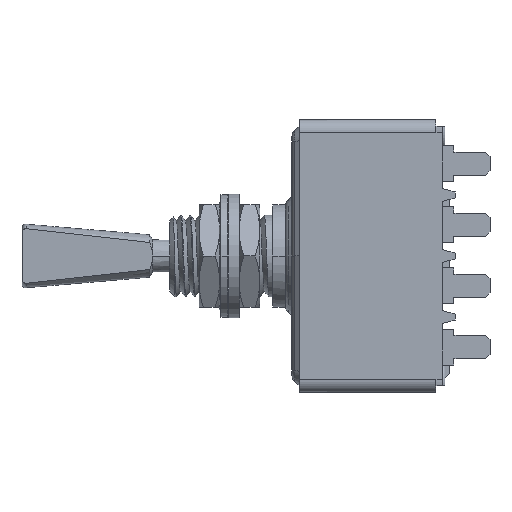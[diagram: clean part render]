
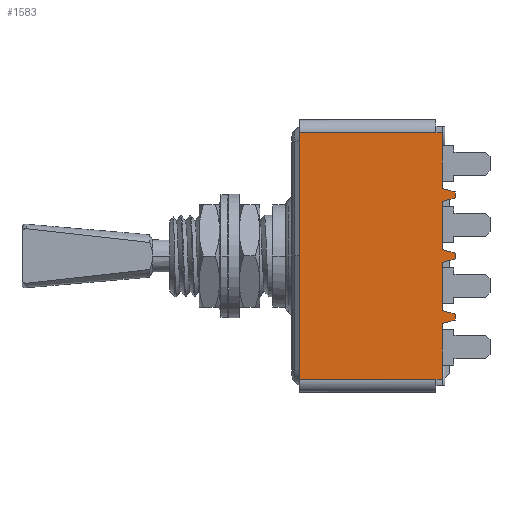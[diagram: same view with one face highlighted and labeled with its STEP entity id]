
A CAD part, left-side view. The second image highlights one B-rep face of the part: STEP entity #1583.
In plain terms, the highlighted planar face has unit normal (-1, 0, 0).
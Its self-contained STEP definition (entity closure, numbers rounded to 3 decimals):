
#159=DIRECTION('',(0.,-1.,0.));
#160=VECTOR('',#159,0.5);
#161=CARTESIAN_POINT('',(-6.6,0.7,-9.6));
#162=LINE('',#161,#160);
#163=DIRECTION('',(0.,-1.,0.));
#164=VECTOR('',#163,0.5);
#165=CARTESIAN_POINT('',(-6.6,0.7,9.6));
#166=LINE('',#165,#164);
#167=DIRECTION('',(0.,0.,-1.));
#168=VECTOR('',#167,4.35);
#169=CARTESIAN_POINT('',(-6.6,0.2,9.6));
#170=LINE('',#169,#168);
#171=DIRECTION('',(0.,-0.966,-0.259));
#172=VECTOR('',#171,1.035);
#173=CARTESIAN_POINT('',(-6.6,0.2,5.25));
#174=LINE('',#173,#172);
#175=DIRECTION('',(0.,0.966,-0.259));
#176=VECTOR('',#175,1.035);
#177=CARTESIAN_POINT('',(-6.6,-0.8,4.518));
#178=LINE('',#177,#176);
#179=DIRECTION('',(0.,0.,-1.));
#180=VECTOR('',#179,3.75);
#181=CARTESIAN_POINT('',(-6.6,0.2,4.25));
#182=LINE('',#181,#180);
#183=DIRECTION('',(0.,-0.966,-0.259));
#184=VECTOR('',#183,1.035);
#185=CARTESIAN_POINT('',(-6.6,0.2,0.5));
#186=LINE('',#185,#184);
#187=DIRECTION('',(0.,0.966,-0.259));
#188=VECTOR('',#187,1.035);
#189=CARTESIAN_POINT('',(-6.6,-0.8,-0.232));
#190=LINE('',#189,#188);
#191=DIRECTION('',(0.,0.,-1.));
#192=VECTOR('',#191,3.75);
#193=CARTESIAN_POINT('',(-6.6,0.2,-0.5));
#194=LINE('',#193,#192);
#195=DIRECTION('',(0.,-0.966,-0.259));
#196=VECTOR('',#195,1.035);
#197=CARTESIAN_POINT('',(-6.6,0.2,-4.25));
#198=LINE('',#197,#196);
#199=DIRECTION('',(0.,0.966,-0.259));
#200=VECTOR('',#199,1.035);
#201=CARTESIAN_POINT('',(-6.6,-0.8,-4.982));
#202=LINE('',#201,#200);
#203=DIRECTION('',(0.,0.,-1.));
#204=VECTOR('',#203,4.35);
#205=CARTESIAN_POINT('',(-6.6,0.2,-5.25));
#206=LINE('',#205,#204);
#214=DIRECTION('',(0.,-1.,0.));
#215=VECTOR('',#214,10.6);
#216=CARTESIAN_POINT('',(-6.6,11.3,-9.6));
#217=LINE('',#216,#215);
#612=DIRECTION('',(0.,0.,1.));
#613=VECTOR('',#612,0.464);
#614=CARTESIAN_POINT('',(-6.6,-0.8,-4.982));
#615=LINE('',#614,#613);
#632=DIRECTION('',(0.,0.,1.));
#633=VECTOR('',#632,0.464);
#634=CARTESIAN_POINT('',(-6.6,-0.8,-0.232));
#635=LINE('',#634,#633);
#652=DIRECTION('',(0.,0.,1.));
#653=VECTOR('',#652,0.464);
#654=CARTESIAN_POINT('',(-6.6,-0.8,4.518));
#655=LINE('',#654,#653);
#935=DIRECTION('',(0.,1.,0.));
#936=VECTOR('',#935,10.6);
#937=CARTESIAN_POINT('',(-6.6,0.7,9.6));
#938=LINE('',#937,#936);
#961=DIRECTION('',(0.,0.,-1.));
#962=VECTOR('',#961,19.2);
#963=CARTESIAN_POINT('',(-6.6,11.3,9.6));
#964=LINE('',#963,#962);
#1170=CARTESIAN_POINT('',(-6.6,0.7,-9.6));
#1172=VERTEX_POINT('',#1170);
#1175=CARTESIAN_POINT('',(-6.6,0.7,9.6));
#1177=VERTEX_POINT('',#1175);
#1296=CARTESIAN_POINT('',(-6.6,0.2,0.5));
#1297=VERTEX_POINT('',#1296);
#1298=CARTESIAN_POINT('',(-6.6,0.2,4.25));
#1299=VERTEX_POINT('',#1298);
#1300=CARTESIAN_POINT('',(-6.6,0.2,-0.5));
#1301=VERTEX_POINT('',#1300);
#1302=CARTESIAN_POINT('',(-6.6,0.2,-4.25));
#1303=VERTEX_POINT('',#1302);
#1304=CARTESIAN_POINT('',(-6.6,0.2,-9.6));
#1305=VERTEX_POINT('',#1304);
#1306=CARTESIAN_POINT('',(-6.6,0.2,-5.25));
#1307=VERTEX_POINT('',#1306);
#1312=CARTESIAN_POINT('',(-6.6,0.2,5.25));
#1313=VERTEX_POINT('',#1312);
#1314=CARTESIAN_POINT('',(-6.6,0.2,9.6));
#1315=VERTEX_POINT('',#1314);
#1320=CARTESIAN_POINT('',(-6.6,-0.8,0.232));
#1321=VERTEX_POINT('',#1320);
#1322=CARTESIAN_POINT('',(-6.6,-0.8,-0.232));
#1323=VERTEX_POINT('',#1322);
#1324=CARTESIAN_POINT('',(-6.6,11.3,-9.6));
#1325=VERTEX_POINT('',#1324);
#1326=CARTESIAN_POINT('',(-6.6,11.3,9.6));
#1327=VERTEX_POINT('',#1326);
#1328=CARTESIAN_POINT('',(-6.6,-0.8,4.982));
#1329=VERTEX_POINT('',#1328);
#1330=CARTESIAN_POINT('',(-6.6,-0.8,4.518));
#1331=VERTEX_POINT('',#1330);
#1332=CARTESIAN_POINT('',(-6.6,-0.8,-4.518));
#1333=VERTEX_POINT('',#1332);
#1334=CARTESIAN_POINT('',(-6.6,-0.8,-4.982));
#1335=VERTEX_POINT('',#1334);
#1542=CARTESIAN_POINT('',(-6.6,0.,-10.6));
#1543=DIRECTION('',(-1.,0.,0.));
#1544=DIRECTION('',(0.,0.,1.));
#1545=AXIS2_PLACEMENT_3D('',#1542,#1543,#1544);
#1546=PLANE('',#1545);
#1548=ORIENTED_EDGE('',*,*,#1547,.F.);
#1550=ORIENTED_EDGE('',*,*,#1549,.F.);
#1552=ORIENTED_EDGE('',*,*,#1551,.F.);
#1554=ORIENTED_EDGE('',*,*,#1553,.T.);
#1556=ORIENTED_EDGE('',*,*,#1555,.T.);
#1558=ORIENTED_EDGE('',*,*,#1557,.T.);
#1560=ORIENTED_EDGE('',*,*,#1559,.F.);
#1562=ORIENTED_EDGE('',*,*,#1561,.T.);
#1564=ORIENTED_EDGE('',*,*,#1563,.T.);
#1566=ORIENTED_EDGE('',*,*,#1565,.T.);
#1568=ORIENTED_EDGE('',*,*,#1567,.F.);
#1570=ORIENTED_EDGE('',*,*,#1569,.T.);
#1572=ORIENTED_EDGE('',*,*,#1571,.T.);
#1574=ORIENTED_EDGE('',*,*,#1573,.T.);
#1576=ORIENTED_EDGE('',*,*,#1575,.F.);
#1578=ORIENTED_EDGE('',*,*,#1577,.T.);
#1579=ORIENTED_EDGE('',*,*,#1513,.T.);
#1580=ORIENTED_EDGE('',*,*,#1532,.F.);
#1581=EDGE_LOOP('',(#1548,#1550,#1552,#1554,#1556,#1558,#1560,#1562,#1564,#1566,
#1568,#1570,#1572,#1574,#1576,#1578,#1579,#1580));
#1582=FACE_OUTER_BOUND('',#1581,.F.);
#1583=ADVANCED_FACE('',(#1582),#1546,.T.);
#1513=EDGE_CURVE('',#1307,#1305,#206,.T.);
#1532=EDGE_CURVE('',#1172,#1305,#162,.T.);
#1547=EDGE_CURVE('',#1325,#1172,#217,.T.);
#1549=EDGE_CURVE('',#1327,#1325,#964,.T.);
#1551=EDGE_CURVE('',#1177,#1327,#938,.T.);
#1553=EDGE_CURVE('',#1177,#1315,#166,.T.);
#1555=EDGE_CURVE('',#1315,#1313,#170,.T.);
#1557=EDGE_CURVE('',#1313,#1329,#174,.T.);
#1559=EDGE_CURVE('',#1331,#1329,#655,.T.);
#1561=EDGE_CURVE('',#1331,#1299,#178,.T.);
#1563=EDGE_CURVE('',#1299,#1297,#182,.T.);
#1565=EDGE_CURVE('',#1297,#1321,#186,.T.);
#1567=EDGE_CURVE('',#1323,#1321,#635,.T.);
#1569=EDGE_CURVE('',#1323,#1301,#190,.T.);
#1571=EDGE_CURVE('',#1301,#1303,#194,.T.);
#1573=EDGE_CURVE('',#1303,#1333,#198,.T.);
#1575=EDGE_CURVE('',#1335,#1333,#615,.T.);
#1577=EDGE_CURVE('',#1335,#1307,#202,.T.);
